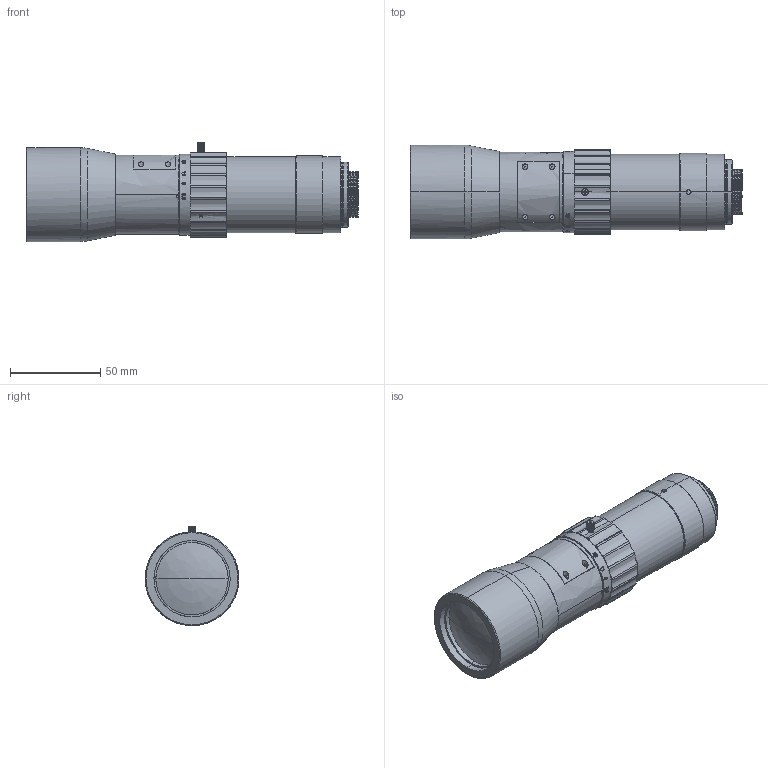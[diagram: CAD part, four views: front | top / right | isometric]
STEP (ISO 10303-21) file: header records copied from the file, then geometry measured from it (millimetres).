
FILE_DESCRIPTION (( 'STEP AP203' ), '1' );
FILE_NAME ('610052.STEP', '2021-01-26T15:37:25', ( '' ), ( '' ), 'SwSTEP 2.0', 'SolidWorks 2019', '' );
FILE_SCHEMA (( 'CONFIG_CONTROL_DESIGN' ));
Length unit declared in the file: millimetre
Products named in the file (1): 610052
Bounding box: 184.08 x 51.96 x 55 mm (x, y, z)
Surface area: 79315.2 mm2 (no closed solid volume)
Topology: 0 solids, 20 shells, 854 faces, 2193 edges, 1415 vertices
Faces by surface type: bspline 854
Entity records: 44884 total; most frequent: CARTESIAN_POINT 32028, ORIENTED_EDGE 4302, EDGE_CURVE 2181, B_SPLINE_CURVE_WITH_KNOTS 1676, VERTEX_POINT 1415, EDGE_LOOP 952, ADVANCED_FACE 854, FACE_OUTER_BOUND 854
